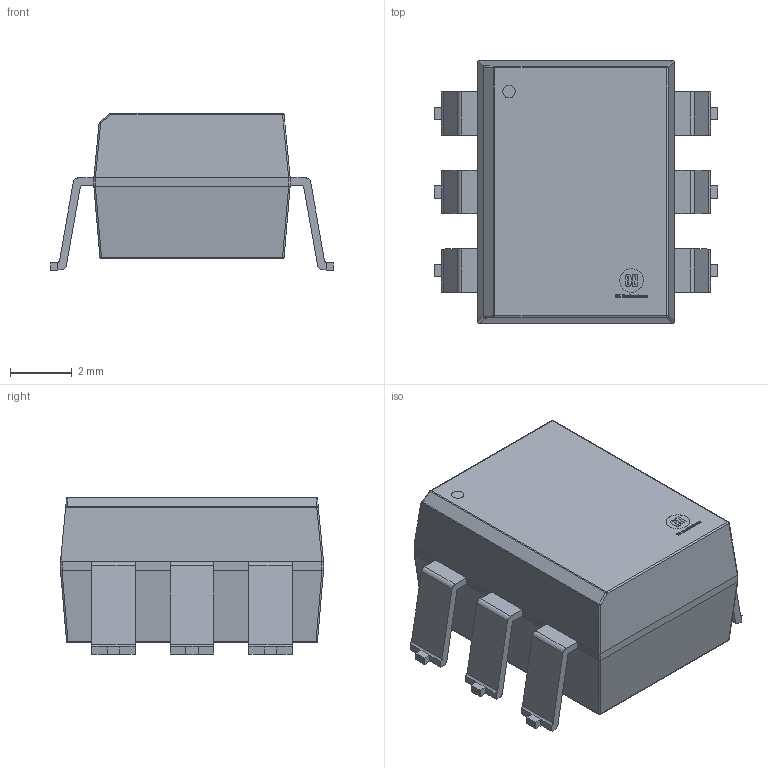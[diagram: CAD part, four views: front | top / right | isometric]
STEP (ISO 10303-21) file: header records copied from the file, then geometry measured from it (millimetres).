
FILE_DESCRIPTION(/* description */ (''),/* implementation_level */ '2;1');
FILE_NAME(/* name */ 'Soic6.stp',/* time_stamp */ '2019-10-19T15:02:39+02:00',/* author */ ('khaled'),/* organization */ (''),/* preprocessor_version */ 'ST-DEVELOPER v17.2',/* originating_system */ 'Autodesk Inventor 2019',/* authorisation */ '');
FILE_SCHEMA (('AUTOMOTIVE_DESIGN { 1 0 10303 214 3 1 1 }'));
Length unit declared in the file: millimetre
Products named in the file (6): max_Tsop16; IC_BODY; circle; IC_LEG; ON Semiconductor; IC_LEG_MIR10
Assembly tree (9 placements, depth 2):
  max_Tsop16
    IC_BODY
    circle
    IC_LEG  x3
    ON Semiconductor
    IC_LEG_MIR10  x3
Bounding box: 9.16 x 8.51 x 5.08 mm (x, y, z)
Volume: 249.2 mm3; surface area: 316.6 mm2
Topology: 26 solids, 26 shells, 510 faces, 1335 edges, 877 vertices
Faces by surface type: plane 256, bspline 198, cylinder 47, sphere 9
Full cylindrical faces by diameter (mm): 0.4 x1
Entity records: 14727 total; most frequent: CARTESIAN_POINT 4689, ORIENTED_EDGE 2302, DIRECTION 1485, EDGE_CURVE 1151, VERTEX_POINT 757, LINE 699, VECTOR 699, EDGE_LOOP 452
